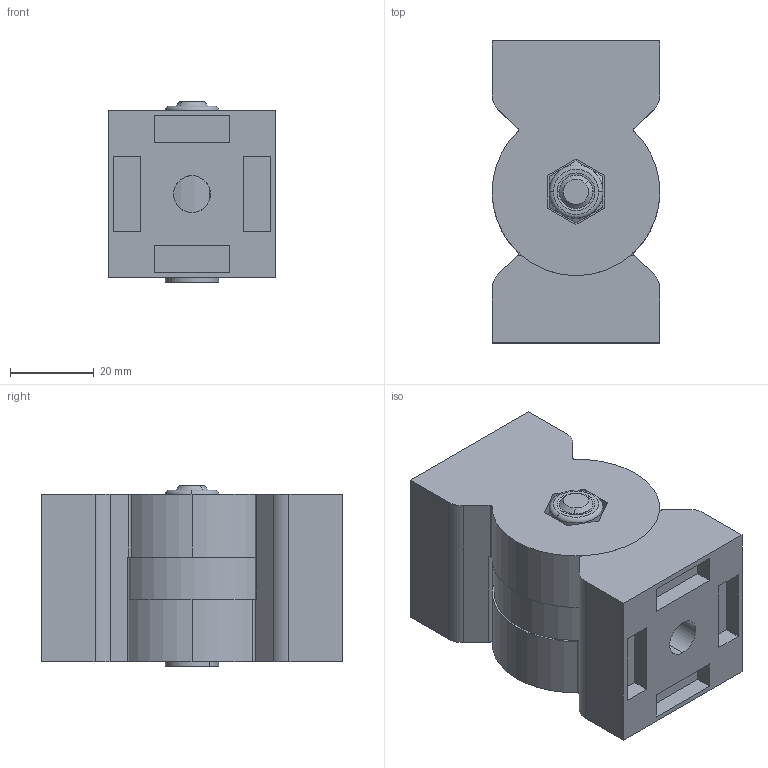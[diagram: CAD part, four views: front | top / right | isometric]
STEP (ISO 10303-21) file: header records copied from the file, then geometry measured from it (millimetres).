
FILE_DESCRIPTION (( 'STEP AP214' ), '1' );
FILE_NAME ('B161 Ïëàñòèêîâûé øàðíèðíûé ñîåäèíèòåëü 40õ40 - 10°.STEP', '2026-03-01T13:25:45', ( '' ), ( '' ), 'SwSTEP 2.0', 'SolidWorks 2026', '' );
FILE_SCHEMA (( 'AUTOMOTIVE_DESIGN' ));
Length unit declared in the file: millimetre
Products named in the file (5): B161 Гайка Самоконтрящаяся_00; B161 Шайба_00; B161 Винт_00; B161 Пластиковый шарнирный соединитель 40х40 - 10°; B161 Первая_часть_00
Assembly tree (5 placements, depth 2):
  B161 Пластиковый шарнирный соединитель 40х40 - 10°
    B161 Первая_часть_00  x2
    B161 Шайба_00
    B161 Гайка Самоконтрящаяся_00
    B161 Винт_00
Bounding box: 40 x 72 x 43 mm (x, y, z)
Volume: 100527 mm3; surface area: 28211.6 mm2
Topology: 5 solids, 5 shells, 152 faces, 368 edges, 238 vertices
Faces by surface type: plane 90, cylinder 42, cone 16, torus 4
Entity records: 3229 total; most frequent: CARTESIAN_POINT 703, DIRECTION 507, ORIENTED_EDGE 478, EDGE_CURVE 239, AXIS2_PLACEMENT_3D 184, VERTEX_POINT 152, VECTOR 139, LINE 139
